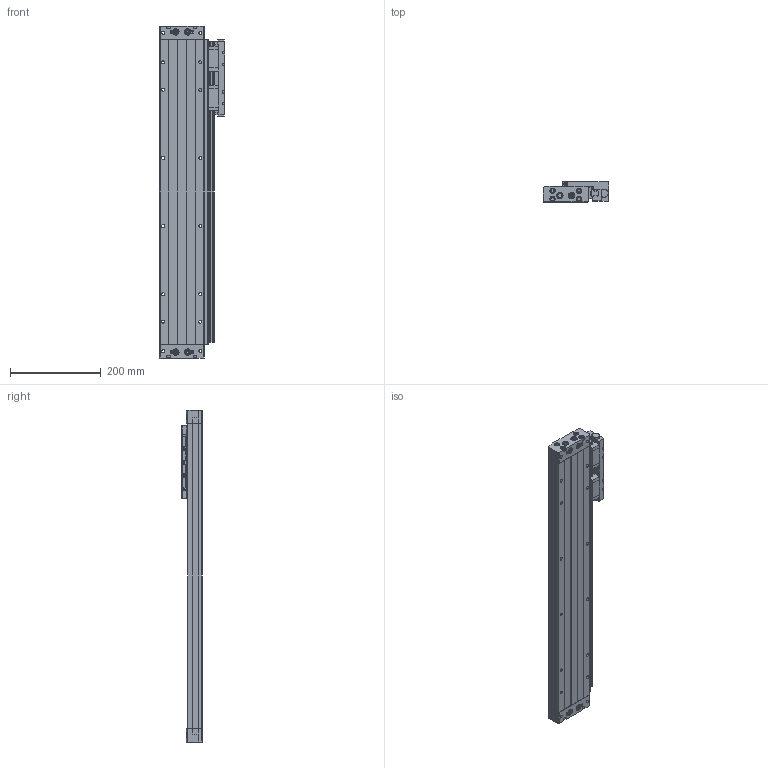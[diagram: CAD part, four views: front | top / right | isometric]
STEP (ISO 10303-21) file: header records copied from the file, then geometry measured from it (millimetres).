
FILE_DESCRIPTION(/* description */ ('STEP AP214'),/* implementation_level */ '2;1');
FILE_NAME(/* name */ '5074808_DLGF-KF-32-500-PPSA',/* time_stamp */ '2024-08-20T14:49:24+02:00',/* author */ ('License CC BY-ND 4.0'),/* organization */ ('CADENAS'),/* preprocessor_version */ 'ST-DEVELOPER v19.3',/* originating_system */ 'PARTsolutions',/* authorisation */ ' ');
FILE_SCHEMA (('AUTOMOTIVE_DESIGN {1 0 10303 214 3 1 1}'));
Length unit declared in the file: millimetre
Products named in the file (6): 5074808 DLGF-KF-32-500-PPSA---(0); 8063801 DLGF-32-KF-500---(G); 4012990 DLGF-32; 8072430 DLGF-32; 8070292 DLGF-32/40; 116515 G1/8
Assembly tree (13 placements, depth 2):
  5074808 DLGF-KF-32-500-PPSA---(0)
    8063801 DLGF-32-KF-500---(G)
    4012990 DLGF-32
    8072430 DLGF-32
    8070292 DLGF-32/40  x4
    116515 G1/8  x6
Bounding box: 145 x 45 x 730 mm (x, y, z)
Volume: 2673389.6 mm3; surface area: 397108 mm2
Topology: 13 solids, 13 shells, 1313 faces, 3240 edges, 2072 vertices
Faces by surface type: plane 675, cylinder 424, cone 136, torus 78
Full cylindrical faces by diameter (mm): 2.459 x1, 3 x1, 3.242 x13, 4 x12, 4.134 x14, 4.2 x2, 5 x1, 5.5 x1, 6 x2, 6.5 x4, 6.8 x16, 7 x8, 8 x5, 8.4 x2, 8.566 x8, 9 x3, 9.728 x18, 10 x8, 11 x20, 14 x8, 15 x8
Entity records: 33977 total; most frequent: DIRECTION 5911, CARTESIAN_POINT 5885, ORIENTED_EDGE 5222, EDGE_CURVE 2611, AXIS2_PLACEMENT_3D 2159, VERTEX_POINT 1879, FACE_BOUND 1696, EDGE_LOOP 1675
